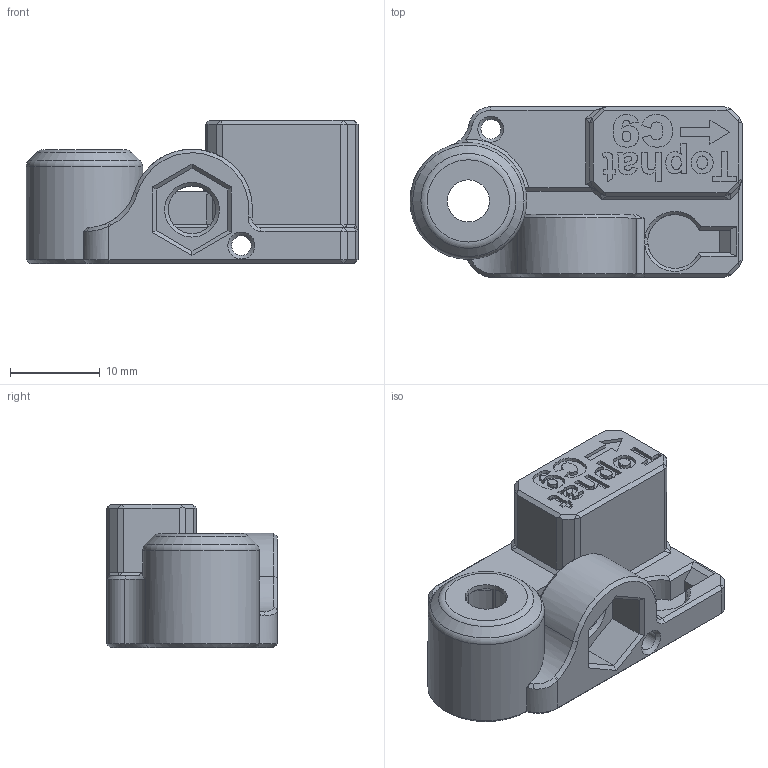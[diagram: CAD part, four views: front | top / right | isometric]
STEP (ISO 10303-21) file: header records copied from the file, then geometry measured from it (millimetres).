
FILE_DESCRIPTION(/* description */ (''),/* implementation_level */ '2;1');
FILE_NAME(/* name */ 'Calib_Test_For_C9 v2.step',/* time_stamp */ '2024-04-24T09:34:04+02:00',/* author */ (''),/* organization */ (''),/* preprocessor_version */ 'ST-DEVELOPER v20',/* originating_system */ 'Autodesk Translation Framework v12.20.1.177',/* authorisation */ '');
FILE_SCHEMA (('AUTOMOTIVE_DESIGN { 1 0 10303 214 3 1 1 }'));
Length unit declared in the file: millimetre
Products named in the file (1): Calib_Test_For_C9
Bounding box: 37 x 19 x 15.95 mm (x, y, z)
Volume: 5151.4 mm3; surface area: 3927.3 mm2
Topology: 1 solids, 1 shells, 2152 faces, 6171 edges, 4065 vertices
Faces by surface type: plane 1887, bspline 184, cone 44, cylinder 35, torus 2
Full cylindrical faces by diameter (mm): 2.2 x2, 4.7 x2, 5.3 x1, 13 x1
Entity records: 71185 total; most frequent: CARTESIAN_POINT 16162, ORIENTED_EDGE 12322, DIRECTION 9821, EDGE_CURVE 6161, LINE 5641, VECTOR 5641, VERTEX_POINT 4065, EDGE_LOOP 2214
